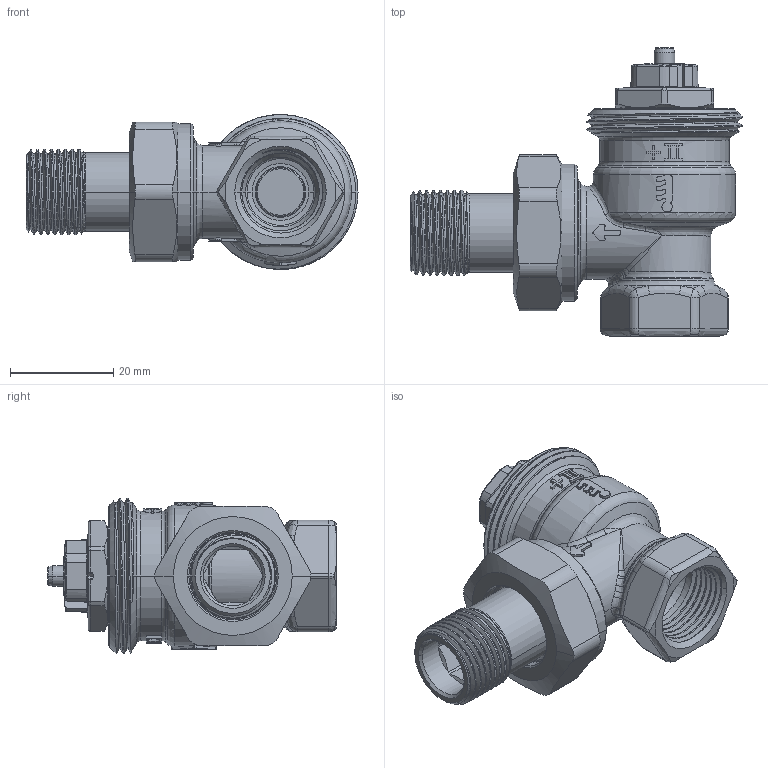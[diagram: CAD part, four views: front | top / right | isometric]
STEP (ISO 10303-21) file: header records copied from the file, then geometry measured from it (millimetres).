
FILE_DESCRIPTION((''),'2;1');
FILE_NAME('3451-01-000-O-BAU_SW0001','2014-12-12T',('marann'),(''),'PRO/ENGINEER BY PARAMETRIC TECHNOLOGY CORPORATION, 2011490','PRO/ENGINEER BY PARAMETRIC TECHNOLOGY CORPORATION, 2011490','');
FILE_SCHEMA(('CONFIG_CONTROL_DESIGN'));
Products named in the file (1): 3451-01-000-O-BAU_SW0001
Bounding box: 64.25 x 55.8 x 30 mm (x, y, z)
Volume: 19700.3 mm3; surface area: 19063.6 mm2
Topology: 1 solids, 1 shells, 1363 faces, 3572 edges, 2274 vertices
Faces by surface type: plane 725, cylinder 268, cone 158, bspline 109, torus 91, sphere 12
Entity records: 58451 total; most frequent: CARTESIAN_POINT 27547, ORIENTED_EDGE 7140, DIRECTION 5372, EDGE_CURVE 3570, VERTEX_POINT 2274, AXIS2_PLACEMENT_3D 1952, VECTOR 1468, LINE 1468
